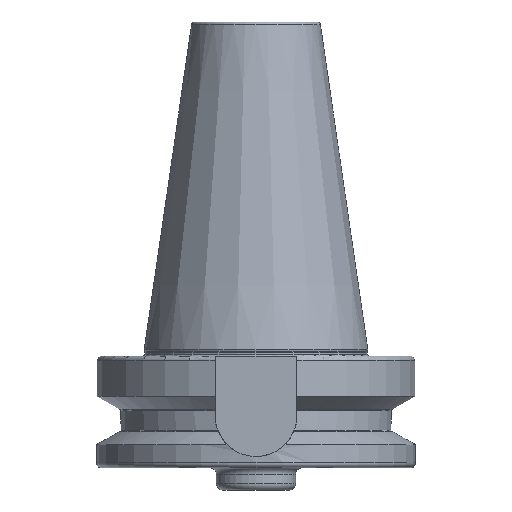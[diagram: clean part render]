
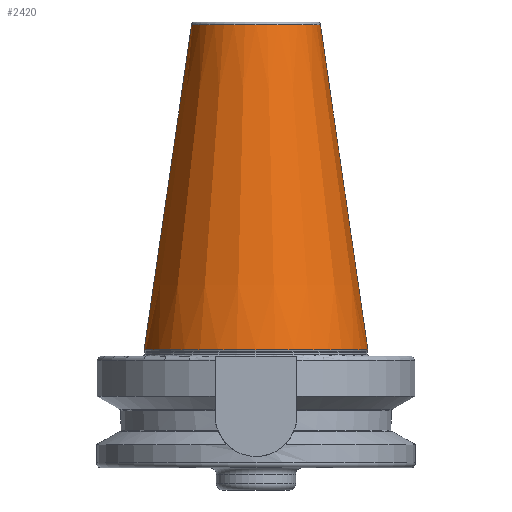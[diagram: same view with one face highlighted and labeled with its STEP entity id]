
A CAD part, left-side view. The second image highlights one B-rep face of the part: STEP entity #2420.
In plain terms, the highlighted conical face has half-angle 8.297 degrees and reference radius 27.637 mm.
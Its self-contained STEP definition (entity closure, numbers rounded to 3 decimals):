
#469=CARTESIAN_POINT('',(0,0,138.944));
#470=DIRECTION('',(0,0,1));
#471=DIRECTION('',(0,1,0));
#472=AXIS2_PLACEMENT_3D('',#469,#470,#471);
#474=DIRECTION('',(0.,0.144,0.99));
#475=VECTOR('',#474,103.023);
#476=CARTESIAN_POINT('',(0,-35.071,37));
#477=LINE('',#476,#475);
#478=CARTESIAN_POINT('',(0,0,37));
#479=DIRECTION('',(0,0,1));
#480=DIRECTION('',(0,1,0));
#481=AXIS2_PLACEMENT_3D('',#478,#479,#480);
#483=DIRECTION('',(0.,-0.144,0.99));
#484=VECTOR('',#483,103.023);
#485=CARTESIAN_POINT('',(0,35.071,37));
#486=LINE('',#485,#484);
#1496=CARTESIAN_POINT('',(0,35.071,37));
#1498=VERTEX_POINT('',#1496);
#1512=CARTESIAN_POINT('',(0,-35.071,37));
#1514=VERTEX_POINT('',#1512);
#1539=CARTESIAN_POINT('',(0,20.204,138.944));
#1540=CARTESIAN_POINT('',(0,-20.204,138.944));
#1541=VERTEX_POINT('',#1539);
#1542=VERTEX_POINT('',#1540);
#2408=CARTESIAN_POINT('',(0,0,87.972));
#2409=DIRECTION('',(0,0,-1));
#2410=DIRECTION('',(0,-1,0));
#2411=AXIS2_PLACEMENT_3D('',#2408,#2409,#2410);
#2412=CONICAL_SURFACE('',#2411,27.637,8.297);
#2413=ORIENTED_EDGE('',*,*,#2367,.T.);
#2414=ORIENTED_EDGE('',*,*,#2397,.F.);
#2416=ORIENTED_EDGE('',*,*,#2415,.F.);
#2417=ORIENTED_EDGE('',*,*,#2393,.T.);
#2418=EDGE_LOOP('',(#2413,#2414,#2416,#2417));
#2419=FACE_OUTER_BOUND('',#2418,.F.);
#2420=ADVANCED_FACE('',(#2419),#2412,.T.);
#473=CIRCLE('',#472,20.204);
#482=CIRCLE('',#481,35.071);
#2367=EDGE_CURVE('',#1541,#1542,#473,.T.);
#2393=EDGE_CURVE('',#1498,#1541,#486,.T.);
#2397=EDGE_CURVE('',#1514,#1542,#477,.T.);
#2415=EDGE_CURVE('',#1498,#1514,#482,.T.);
